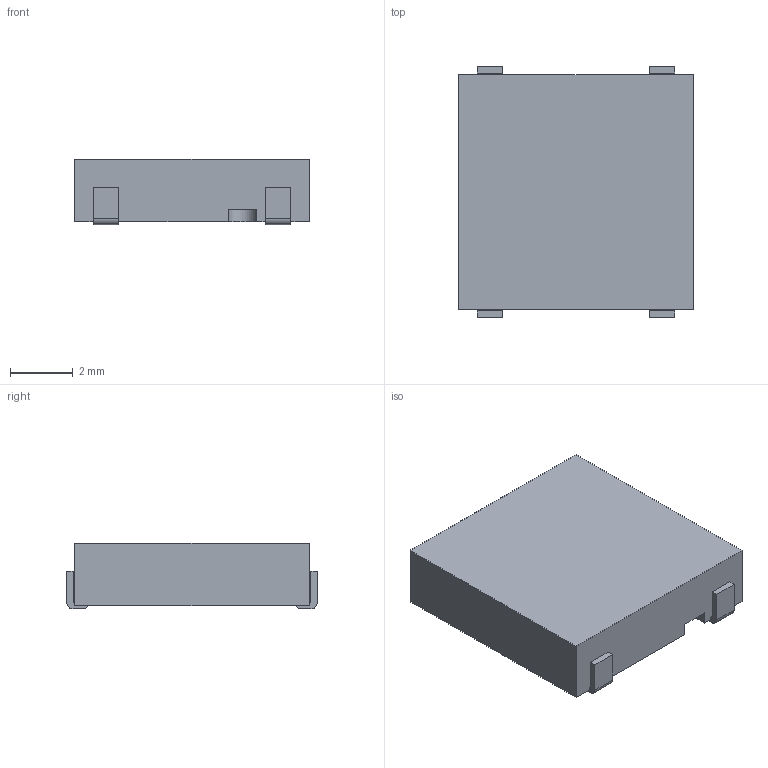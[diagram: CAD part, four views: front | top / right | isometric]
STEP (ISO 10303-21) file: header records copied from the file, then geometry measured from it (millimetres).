
FILE_DESCRIPTION(/* description */ (''),/* implementation_level */ '2;1');
FILE_NAME(/* name */ 'SMT-0727-S-R.ipt.stp',/* time_stamp */ '2020-05-28T15:23:01-04:00',/* author */ ('dunn'),/* organization */ (''),/* preprocessor_version */ 'ST-DEVELOPER v16.1',/* originating_system */ 'Autodesk Inventor 2016',/* authorisation */ '');
FILE_SCHEMA (('AUTOMOTIVE_DESIGN { 1 0 10303 214 3 1 1 }'));
Length unit declared in the file: millimetre
Products named in the file (1): SMT-0727-S-R
Bounding box: 7.5 x 8 x 2.1 mm (x, y, z)
Volume: 105.7 mm3; surface area: 313.1 mm2
Topology: 1 solids, 1 shells, 287 faces, 748 edges, 462 vertices
Faces by surface type: plane 137, cylinder 88, torus 25, bspline 20, cone 9, sphere 8
Full cylindrical faces by diameter (mm): 0.64 x2, 3 x1, 6.48 x1, 6.5 x1
Entity records: 9755 total; most frequent: CARTESIAN_POINT 2483, ORIENTED_EDGE 1474, DIRECTION 1464, EDGE_CURVE 737, AXIS2_PLACEMENT_3D 503, VERTEX_POINT 461, LINE 458, VECTOR 458
